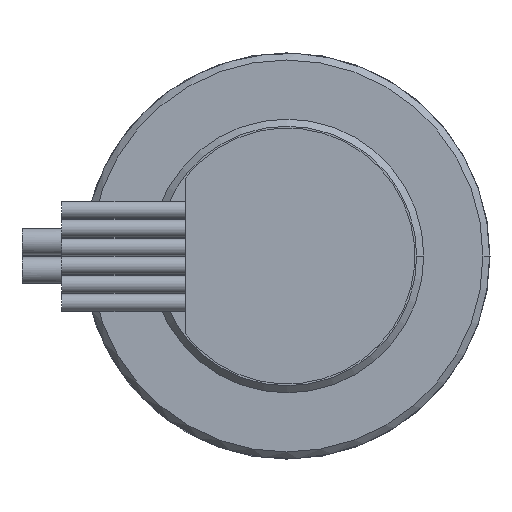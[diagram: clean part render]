
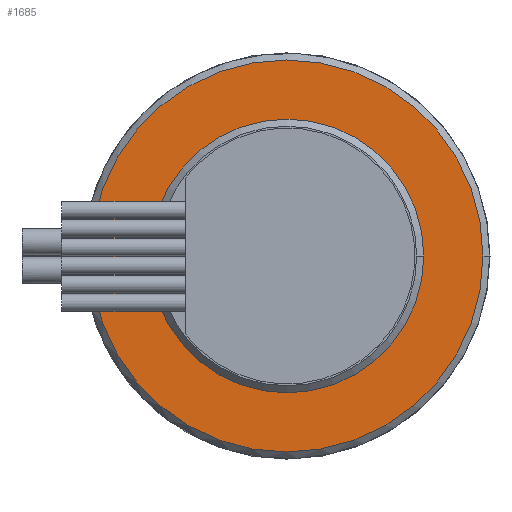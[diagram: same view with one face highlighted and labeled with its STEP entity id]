
A CAD part, left-side view. The second image highlights one B-rep face of the part: STEP entity #1685.
In plain terms, the highlighted planar face has unit normal (-1, 0, 0).
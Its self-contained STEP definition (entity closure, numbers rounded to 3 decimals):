
#512=CARTESIAN_POINT('',(-24.,0.,
0.));
#513=DIRECTION('',(-1.,0.,0.));
#514=DIRECTION('',(0.,-1.,0.));
#515=AXIS2_PLACEMENT_3D('',#512,#513,#514);
#517=CARTESIAN_POINT('',(-24.,0.,
0.));
#518=DIRECTION('',(-1.,0.,0.));
#519=DIRECTION('',(0.,1.,0.));
#520=AXIS2_PLACEMENT_3D('',#517,#518,#519);
#527=CARTESIAN_POINT('',(-24.,0.,0.));
#528=DIRECTION('',(1.,0.,0.));
#529=DIRECTION('',(0.,1.,0.));
#530=AXIS2_PLACEMENT_3D('',#527,#528,#529);
#753=CARTESIAN_POINT('',(-24.,0.,0.));
#754=DIRECTION('',(-1.,0.,0.));
#755=DIRECTION('',(0.,1.,0.));
#756=AXIS2_PLACEMENT_3D('',#753,#754,#755);
#784=CARTESIAN_POINT('',(-24.,7.75,0.));
#785=CARTESIAN_POINT('',(-24.,-7.75,0.));
#786=VERTEX_POINT('',#784);
#787=VERTEX_POINT('',#785);
#918=CARTESIAN_POINT('',(-24.,-11.1,0.));
#919=CARTESIAN_POINT('',(-24.,11.1,0.));
#920=VERTEX_POINT('',#918);
#921=VERTEX_POINT('',#919);
#1670=CARTESIAN_POINT('',(-24.,0.,0.));
#1671=DIRECTION('',(1.,0.,0.));
#1672=DIRECTION('',(0.,-1.,0.));
#1673=AXIS2_PLACEMENT_3D('',#1670,#1671,#1672);
#1674=PLANE('',#1673);
#1675=ORIENTED_EDGE('',*,*,#1575,.F.);
#1676=ORIENTED_EDGE('',*,*,#1593,.F.);
#1677=EDGE_LOOP('',(#1675,#1676));
#1678=FACE_OUTER_BOUND('',#1677,.F.);
#1680=ORIENTED_EDGE('',*,*,#1679,.F.);
#1682=ORIENTED_EDGE('',*,*,#1681,.T.);
#1683=EDGE_LOOP('',(#1680,#1682));
#1684=FACE_BOUND('',#1683,.F.);
#1685=ADVANCED_FACE('',(#1678,#1684),#1674,.F.);
#516=CIRCLE('',#515,11.1);
#521=CIRCLE('',#520,11.1);
#531=CIRCLE('',#530,7.75);
#757=CIRCLE('',#756,7.75);
#1575=EDGE_CURVE('',#920,#921,#516,.T.);
#1593=EDGE_CURVE('',#921,#920,#521,.T.);
#1679=EDGE_CURVE('',#786,#787,#531,.T.);
#1681=EDGE_CURVE('',#786,#787,#757,.T.);
